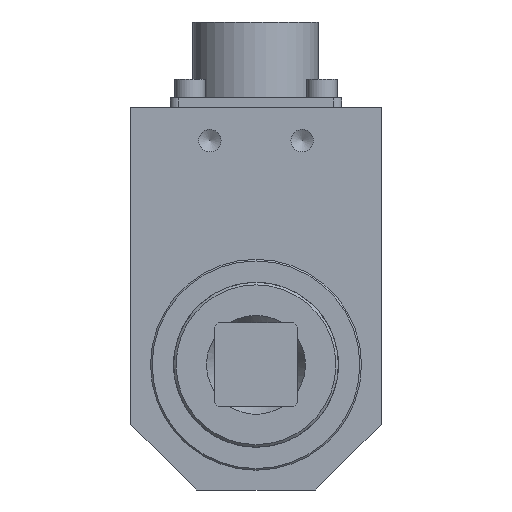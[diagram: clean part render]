
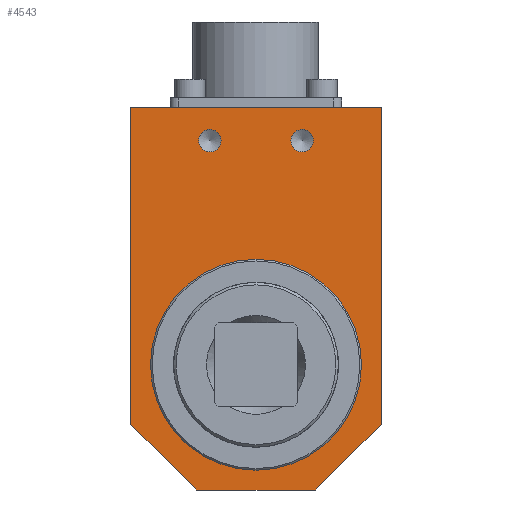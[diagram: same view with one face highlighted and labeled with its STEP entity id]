
A CAD part, left-side view. The second image highlights one B-rep face of the part: STEP entity #4543.
In plain terms, the highlighted planar face has unit normal (-1, 0, 0).
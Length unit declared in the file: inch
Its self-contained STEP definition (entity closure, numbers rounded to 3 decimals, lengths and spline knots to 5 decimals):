
#264=CARTESIAN_POINT('',(-0.865,-0.00197,0.23795));
#265=VERTEX_POINT('',#264);
#266=CARTESIAN_POINT('',(-0.865,-0.00197,-0.39197));
#267=DIRECTION('',(1.0,0.0,0.0));
#268=DIRECTION('',(0.0,0.0,-1.0));
#269=AXIS2_PLACEMENT_3D('',#266,#267,#268);
#270=CIRCLE('',#269,0.62992);
#271=EDGE_CURVE('',#265,#265,#270,.T.);
#415=CARTESIAN_POINT('',(-0.865,0.27362,1.01398));
#416=VERTEX_POINT('',#415);
#417=CARTESIAN_POINT('',(-0.865,0.27362,0.94661));
#418=DIRECTION('',(1.0,0.0,0.0));
#419=DIRECTION('',(0.0,0.0,-1.0));
#420=AXIS2_PLACEMENT_3D('',#417,#418,#419);
#421=CIRCLE('',#420,0.06736);
#422=EDGE_CURVE('',#416,#416,#421,.T.);
#563=CARTESIAN_POINT('',(-0.865,-0.27756,1.01398));
#564=VERTEX_POINT('',#563);
#565=CARTESIAN_POINT('',(-0.865,-0.27756,0.94661));
#566=DIRECTION('',(1.0,0.0,0.0));
#567=DIRECTION('',(0.0,0.0,-1.0));
#568=AXIS2_PLACEMENT_3D('',#565,#566,#567);
#569=CIRCLE('',#568,0.06736);
#570=EDGE_CURVE('',#564,#564,#569,.T.);
#3905=CARTESIAN_POINT('',(-0.865,0.74606,1.14346));
#3906=VERTEX_POINT('',#3905);
#3913=CARTESIAN_POINT('',(-0.865,-0.75,1.14346));
#3914=VERTEX_POINT('',#3913);
#3915=CARTESIAN_POINT('',(-0.865,0.74606,1.14346));
#3916=DIRECTION('',(0.0,-1.0,0.0));
#3917=VECTOR('',#3916,1.49606);
#3918=LINE('',#3915,#3917);
#3919=EDGE_CURVE('',#3906,#3914,#3918,.T.);
#4449=CARTESIAN_POINT('',(-0.865,0.35236,-1.14));
#4450=VERTEX_POINT('',#4449);
#4457=CARTESIAN_POINT('',(-0.865,0.74606,-0.7463));
#4458=VERTEX_POINT('',#4457);
#4459=CARTESIAN_POINT('',(-0.865,0.35236,-1.14));
#4460=DIRECTION('',(0.0,0.707,0.707));
#4461=VECTOR('',#4460,0.55678);
#4462=LINE('',#4459,#4461);
#4463=EDGE_CURVE('',#4450,#4458,#4462,.T.);
#4480=CARTESIAN_POINT('',(-0.865,0.74606,1.14346));
#4481=DIRECTION('',(0.0,0.0,-1.0));
#4482=VECTOR('',#4481,1.88976);
#4483=LINE('',#4480,#4482);
#4484=EDGE_CURVE('',#3906,#4458,#4483,.T.);
#4502=CARTESIAN_POINT('',(-0.865,-0.00197,-0.23449));
#4503=DIRECTION('',(1.0,0.0,0.0));
#4504=DIRECTION('',(0.0,0.0,-1.0));
#4505=AXIS2_PLACEMENT_3D('',#4502,#4503,#4504);
#4506=PLANE('',#4505);
#4507=ORIENTED_EDGE('',*,*,#4463,.F.);
#4508=CARTESIAN_POINT('',(-0.865,-0.3563,-1.14));
#4509=VERTEX_POINT('',#4508);
#4510=CARTESIAN_POINT('',(-0.865,0.35236,-1.14));
#4511=DIRECTION('',(0.0,-1.0,0.0));
#4512=VECTOR('',#4511,0.70866);
#4513=LINE('',#4510,#4512);
#4514=EDGE_CURVE('',#4450,#4509,#4513,.T.);
#4515=ORIENTED_EDGE('',*,*,#4514,.T.);
#4516=CARTESIAN_POINT('',(-0.865,-0.75,-0.7463));
#4517=VERTEX_POINT('',#4516);
#4518=CARTESIAN_POINT('',(-0.865,-0.75,-0.7463));
#4519=DIRECTION('',(0.0,0.707,-0.707));
#4520=VECTOR('',#4519,0.55678);
#4521=LINE('',#4518,#4520);
#4522=EDGE_CURVE('',#4517,#4509,#4521,.T.);
#4523=ORIENTED_EDGE('',*,*,#4522,.F.);
#4524=CARTESIAN_POINT('',(-0.865,-0.75,-0.7463));
#4525=DIRECTION('',(0.0,0.0,1.0));
#4526=VECTOR('',#4525,1.88976);
#4527=LINE('',#4524,#4526);
#4528=EDGE_CURVE('',#4517,#3914,#4527,.T.);
#4529=ORIENTED_EDGE('',*,*,#4528,.T.);
#4530=ORIENTED_EDGE('',*,*,#3919,.F.);
#4531=ORIENTED_EDGE('',*,*,#4484,.T.);
#4532=EDGE_LOOP('',(#4507,#4515,#4523,#4529,#4530,#4531));
#4533=FACE_OUTER_BOUND('',#4532,.T.);
#4534=ORIENTED_EDGE('',*,*,#422,.T.);
#4535=EDGE_LOOP('',(#4534));
#4536=FACE_BOUND('',#4535,.T.);
#4537=ORIENTED_EDGE('',*,*,#570,.T.);
#4538=EDGE_LOOP('',(#4537));
#4539=FACE_BOUND('',#4538,.T.);
#4540=ORIENTED_EDGE('',*,*,#271,.T.);
#4541=EDGE_LOOP('',(#4540));
#4542=FACE_BOUND('',#4541,.T.);
#4543=ADVANCED_FACE('',(#4533,#4536,#4539,#4542),#4506,.F.);
